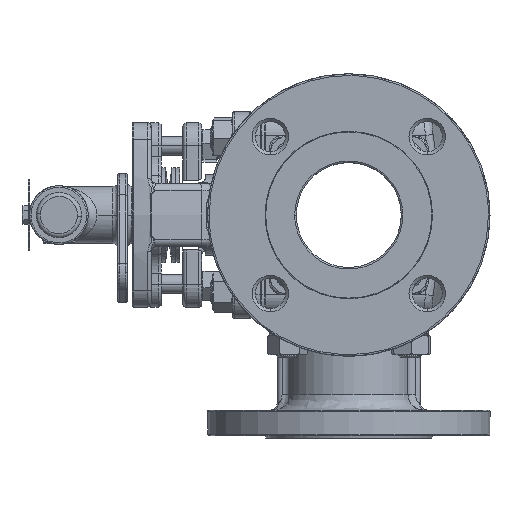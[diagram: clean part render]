
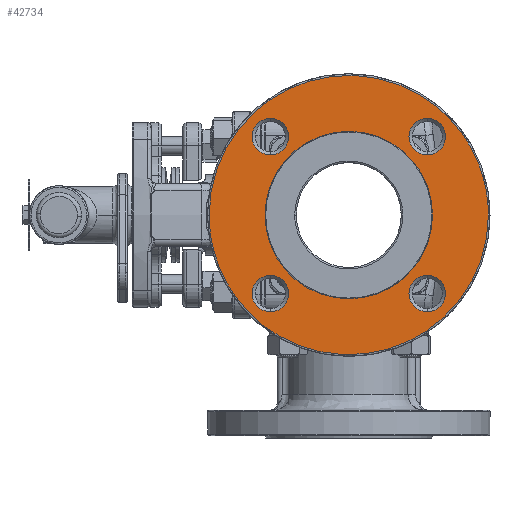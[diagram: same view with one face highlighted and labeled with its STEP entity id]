
A CAD part, left-side view. The second image highlights one B-rep face of the part: STEP entity #42734.
In plain terms, the highlighted planar face has unit normal (-1, 0, 0).
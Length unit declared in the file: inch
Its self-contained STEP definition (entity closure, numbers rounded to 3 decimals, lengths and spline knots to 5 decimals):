
#192 = DIRECTION ( 'NONE',  ( 1., 0., 0. ) ) ;
#265 = EDGE_CURVE ( 'NONE', #28550, #65094, #7047, .T. ) ;
#566 = DIRECTION ( 'NONE',  ( 0., 0., 1. ) ) ;
#937 = DIRECTION ( 'NONE',  ( 1., 0., 0. ) ) ;
#1592 = CIRCLE ( 'NONE', #43831, 0.45276 ) ;
#1733 = CARTESIAN_POINT ( 'NONE',  ( -5.4685, -1.94454, -1.94454 ) ) ;
#1946 = DIRECTION ( 'NONE',  ( 1., 0., 0. ) ) ;
#3164 = CIRCLE ( 'NONE', #4345, 0.45276 ) ;
#3443 = CARTESIAN_POINT ( 'NONE',  ( -5.4685, 1.94454, 1.94454 ) ) ;
#3612 = EDGE_CURVE ( 'NONE', #47701, #9478, #4669, .T. ) ;
#4170 = ORIENTED_EDGE ( 'NONE', *, *, #44032, .T. ) ;
#4345 = AXIS2_PLACEMENT_3D ( 'NONE', #23545, #45803, #29902 ) ;
#4669 = CIRCLE ( 'NONE', #11867, 2.07593 ) ;
#7047 = CIRCLE ( 'NONE', #26404, 0.45276 ) ;
#7121 = FACE_BOUND ( 'NONE', #45006, .T. ) ;
#8647 = EDGE_CURVE ( 'NONE', #65094, #28550, #1592, .T. ) ;
#9478 = VERTEX_POINT ( 'NONE', #63079 ) ;
#10433 = EDGE_CURVE ( 'NONE', #61600, #39133, #31488, .T. ) ;
#11519 = CARTESIAN_POINT ( 'NONE',  ( -5.4685, 2.07593, 0. ) ) ;
#11762 = CARTESIAN_POINT ( 'NONE',  ( -5.4685, 1.94454, 1.49179 ) ) ;
#11867 = AXIS2_PLACEMENT_3D ( 'NONE', #74366, #33260, #16993 ) ;
#11903 = CARTESIAN_POINT ( 'NONE',  ( -5.4685, 1.94454, -1.94454 ) ) ;
#12274 = DIRECTION ( 'NONE',  ( 0., 0., 1. ) ) ;
#13002 = ORIENTED_EDGE ( 'NONE', *, *, #43158, .T. ) ;
#13373 = ORIENTED_EDGE ( 'NONE', *, *, #8647, .T. ) ;
#13999 = ORIENTED_EDGE ( 'NONE', *, *, #74100, .T. ) ;
#15140 = EDGE_LOOP ( 'NONE', ( #70034, #13373 ) ) ;
#16139 = DIRECTION ( 'NONE',  ( 0., -1., 0. ) ) ;
#16247 = CARTESIAN_POINT ( 'NONE',  ( -5.4685, 3.46063, 0. ) ) ;
#16469 = AXIS2_PLACEMENT_3D ( 'NONE', #28547, #192, #566 ) ;
#16993 = DIRECTION ( 'NONE',  ( 0., -1., 0. ) ) ;
#18125 = FACE_OUTER_BOUND ( 'NONE', #32708, .T. ) ;
#18562 = ORIENTED_EDGE ( 'NONE', *, *, #10433, .T. ) ;
#20098 = DIRECTION ( 'NONE',  ( 0., 0., 1. ) ) ;
#20847 = CARTESIAN_POINT ( 'NONE',  ( -5.4685, -1.94454, -2.3973 ) ) ;
#22066 = CARTESIAN_POINT ( 'NONE',  ( -5.4685, -3.46063, 0. ) ) ;
#22581 = CARTESIAN_POINT ( 'NONE',  ( -5.4685, -1.94454, 1.94454 ) ) ;
#23545 = CARTESIAN_POINT ( 'NONE',  ( -5.4685, 1.94454, -1.94454 ) ) ;
#24563 = FACE_BOUND ( 'NONE', #15140, .T. ) ;
#26404 = AXIS2_PLACEMENT_3D ( 'NONE', #28284, #74332, #69023 ) ;
#28284 = CARTESIAN_POINT ( 'NONE',  ( -5.4685, 1.94454, 1.94454 ) ) ;
#28547 = CARTESIAN_POINT ( 'NONE',  ( -5.4685, -1.94454, -1.94454 ) ) ;
#28550 = VERTEX_POINT ( 'NONE', #69768 ) ;
#28776 = CIRCLE ( 'NONE', #57715, 2.07593 ) ;
#29085 = FACE_BOUND ( 'NONE', #59694, .T. ) ;
#29451 = DIRECTION ( 'NONE',  ( 0., -1., 0. ) ) ;
#29902 = DIRECTION ( 'NONE',  ( 0., 0., 1. ) ) ;
#30784 = AXIS2_PLACEMENT_3D ( 'NONE', #22581, #45946, #56536 ) ;
#30955 = CIRCLE ( 'NONE', #37022, 0.45276 ) ;
#31488 = CIRCLE ( 'NONE', #67644, 0.45276 ) ;
#32012 = ORIENTED_EDGE ( 'NONE', *, *, #52165, .T. ) ;
#32678 = EDGE_CURVE ( 'NONE', #55356, #41325, #3164, .T. ) ;
#32708 = EDGE_LOOP ( 'NONE', ( #51346, #62574 ) ) ;
#33012 = CARTESIAN_POINT ( 'NONE',  ( -5.4685, 3.46063, 0. ) ) ;
#33260 = DIRECTION ( 'NONE',  ( -1., 0., 0. ) ) ;
#33886 = CARTESIAN_POINT ( 'NONE',  ( -5.4685, 0., 0. ) ) ;
#34968 =( BOUNDED_CURVE ( )  B_SPLINE_CURVE ( 3, ( #33012, #56026, #61329, #22066 ),
 .UNSPECIFIED., .F., .F. ) 
 B_SPLINE_CURVE_WITH_KNOTS ( ( 4, 4 ),
 ( 0., 1. ),
 .UNSPECIFIED. ) 
 CURVE ( )  GEOMETRIC_REPRESENTATION_ITEM ( )  RATIONAL_B_SPLINE_CURVE ( ( 1., 0.333, 0.333, 1. ) ) 
 REPRESENTATION_ITEM ( '' )  );
#35116 = CARTESIAN_POINT ( 'NONE',  ( -5.4685, 2.07593, 0. ) ) ;
#35951 = VERTEX_POINT ( 'NONE', #65294 ) ;
#37022 = AXIS2_PLACEMENT_3D ( 'NONE', #53077, #53439, #60582 ) ;
#39133 = VERTEX_POINT ( 'NONE', #71801 ) ;
#39212 = CIRCLE ( 'NONE', #30784, 0.45276 ) ;
#39254 = CARTESIAN_POINT ( 'NONE',  ( -5.4685, 1.94454, -1.49179 ) ) ;
#39932 = EDGE_CURVE ( 'NONE', #47583, #55899, #34968, .T. ) ;
#41325 = VERTEX_POINT ( 'NONE', #41677 ) ;
#41677 = CARTESIAN_POINT ( 'NONE',  ( -5.4685, 1.94454, -2.3973 ) ) ;
#42734 = ADVANCED_FACE ( 'NONE', ( #7121, #18125, #24563, #29085, #52495, #64580 ), #63825, .F. ) ;
#43090 = EDGE_LOOP ( 'NONE', ( #69154, #4170 ) ) ;
#43158 = EDGE_CURVE ( 'NONE', #39133, #61600, #49016, .T. ) ;
#43831 = AXIS2_PLACEMENT_3D ( 'NONE', #3443, #1946, #20098 ) ;
#44032 = EDGE_CURVE ( 'NONE', #41325, #55356, #68458, .T. ) ;
#44663 =( BOUNDED_CURVE ( )  B_SPLINE_CURVE ( 3, ( #72872, #74357, #61182, #16247 ),
 .UNSPECIFIED., .F., .F. ) 
 B_SPLINE_CURVE_WITH_KNOTS ( ( 4, 4 ),
 ( 0., 1. ),
 .UNSPECIFIED. ) 
 CURVE ( )  GEOMETRIC_REPRESENTATION_ITEM ( )  RATIONAL_B_SPLINE_CURVE ( ( 1., 0.333, 0.333, 1. ) ) 
 REPRESENTATION_ITEM ( '' )  );
#45006 = EDGE_LOOP ( 'NONE', ( #65392, #67956 ) ) ;
#45800 = EDGE_CURVE ( 'NONE', #9478, #47701, #28776, .T. ) ;
#45803 = DIRECTION ( 'NONE',  ( 1., 0., 0. ) ) ;
#45946 = DIRECTION ( 'NONE',  ( 1., 0., 0. ) ) ;
#47583 = VERTEX_POINT ( 'NONE', #55001 ) ;
#47701 = VERTEX_POINT ( 'NONE', #11519 ) ;
#48195 = DIRECTION ( 'NONE',  ( 0., 0., 1. ) ) ;
#49016 = CIRCLE ( 'NONE', #16469, 0.45276 ) ;
#50983 = VERTEX_POINT ( 'NONE', #55213 ) ;
#51346 = ORIENTED_EDGE ( 'NONE', *, *, #39932, .F. ) ;
#51399 = AXIS2_PLACEMENT_3D ( 'NONE', #35116, #63467, #29451 ) ;
#52107 = EDGE_LOOP ( 'NONE', ( #13002, #18562 ) ) ;
#52165 = EDGE_CURVE ( 'NONE', #35951, #50983, #39212, .T. ) ;
#52495 = FACE_BOUND ( 'NONE', #52107, .T. ) ;
#53077 = CARTESIAN_POINT ( 'NONE',  ( -5.4685, -1.94454, 1.94454 ) ) ;
#53439 = DIRECTION ( 'NONE',  ( 1., 0., 0. ) ) ;
#54972 = DIRECTION ( 'NONE',  ( 1., 0., 0. ) ) ;
#55001 = CARTESIAN_POINT ( 'NONE',  ( -5.4685, 3.46063, 0. ) ) ;
#55213 = CARTESIAN_POINT ( 'NONE',  ( -5.4685, -1.94454, 2.3973 ) ) ;
#55356 = VERTEX_POINT ( 'NONE', #39254 ) ;
#55899 = VERTEX_POINT ( 'NONE', #61339 ) ;
#56026 = CARTESIAN_POINT ( 'NONE',  ( -5.4685, 3.46063, 6.92126 ) ) ;
#56536 = DIRECTION ( 'NONE',  ( 0., 0., 1. ) ) ;
#56616 = EDGE_CURVE ( 'NONE', #55899, #47583, #44663, .T. ) ;
#57715 = AXIS2_PLACEMENT_3D ( 'NONE', #33886, #63701, #16139 ) ;
#59694 = EDGE_LOOP ( 'NONE', ( #13999, #32012 ) ) ;
#60582 = DIRECTION ( 'NONE',  ( 0., 0., 1. ) ) ;
#61182 = CARTESIAN_POINT ( 'NONE',  ( -5.4685, 3.46063, -6.92126 ) ) ;
#61329 = CARTESIAN_POINT ( 'NONE',  ( -5.4685, -3.46063, 6.92126 ) ) ;
#61339 = CARTESIAN_POINT ( 'NONE',  ( -5.4685, -3.46063, 0. ) ) ;
#61600 = VERTEX_POINT ( 'NONE', #20847 ) ;
#62426 = AXIS2_PLACEMENT_3D ( 'NONE', #11903, #937, #12274 ) ;
#62574 = ORIENTED_EDGE ( 'NONE', *, *, #56616, .F. ) ;
#63079 = CARTESIAN_POINT ( 'NONE',  ( -5.4685, -2.07593, 0. ) ) ;
#63467 = DIRECTION ( 'NONE',  ( 1., 0., 0. ) ) ;
#63701 = DIRECTION ( 'NONE',  ( -1., 0., 0. ) ) ;
#63825 = PLANE ( 'NONE',  #51399 ) ;
#64580 = FACE_BOUND ( 'NONE', #43090, .T. ) ;
#65094 = VERTEX_POINT ( 'NONE', #11762 ) ;
#65294 = CARTESIAN_POINT ( 'NONE',  ( -5.4685, -1.94454, 1.49179 ) ) ;
#65392 = ORIENTED_EDGE ( 'NONE', *, *, #45800, .F. ) ;
#67644 = AXIS2_PLACEMENT_3D ( 'NONE', #1733, #54972, #48195 ) ;
#67956 = ORIENTED_EDGE ( 'NONE', *, *, #3612, .F. ) ;
#68458 = CIRCLE ( 'NONE', #62426, 0.45276 ) ;
#69023 = DIRECTION ( 'NONE',  ( 0., 0., 1. ) ) ;
#69154 = ORIENTED_EDGE ( 'NONE', *, *, #32678, .T. ) ;
#69768 = CARTESIAN_POINT ( 'NONE',  ( -5.4685, 1.94454, 2.3973 ) ) ;
#70034 = ORIENTED_EDGE ( 'NONE', *, *, #265, .T. ) ;
#71801 = CARTESIAN_POINT ( 'NONE',  ( -5.4685, -1.94454, -1.49179 ) ) ;
#72872 = CARTESIAN_POINT ( 'NONE',  ( -5.4685, -3.46063, 0. ) ) ;
#74100 = EDGE_CURVE ( 'NONE', #50983, #35951, #30955, .T. ) ;
#74332 = DIRECTION ( 'NONE',  ( 1., 0., 0. ) ) ;
#74357 = CARTESIAN_POINT ( 'NONE',  ( -5.4685, -3.46063, -6.92126 ) ) ;
#74366 = CARTESIAN_POINT ( 'NONE',  ( -5.4685, 0., 0. ) ) ;
